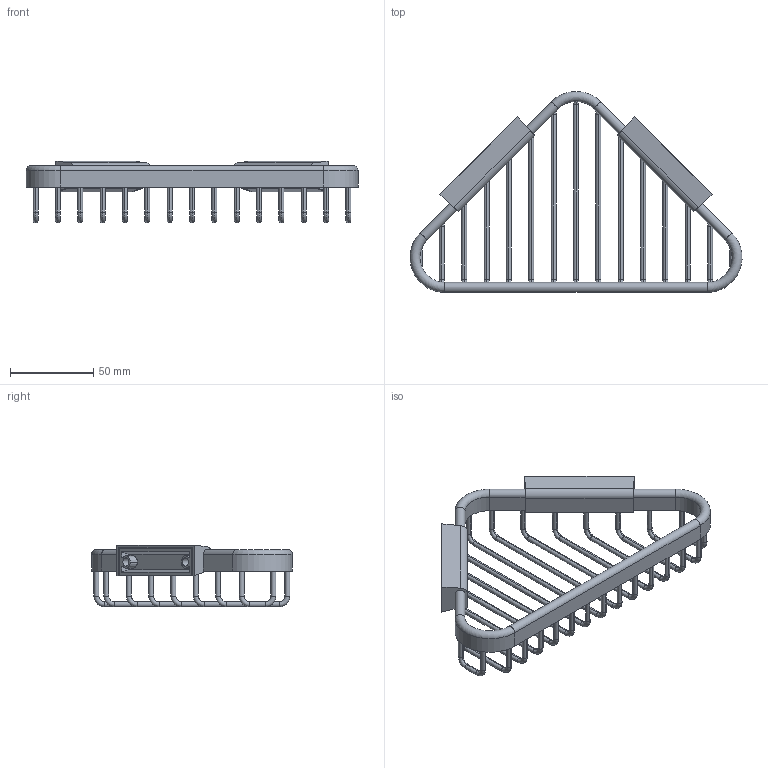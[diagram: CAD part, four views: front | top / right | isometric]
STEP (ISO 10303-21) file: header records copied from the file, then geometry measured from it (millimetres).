
FILE_DESCRIPTION((''),'2;1');
FILE_NAME('553G_ASM','2022-01-13T11:31:07',('rsmith'),(''),'CREO PARAMETRIC BY PTC INC, 2018400','CREO PARAMETRIC BY PTC INC, 2018400','');
FILE_SCHEMA(('AUTOMOTIVE_DESIGN { 1 0 10303 214 1 1 1 1 }'));
Length unit declared in the file: inch
Products named in the file (5): 7-732; 55XX; 55XC; 55CC_ASM; 553G_ASM
Assembly tree (5 placements, depth 3):
  553G_ASM
    7-732
    55CC_ASM  x2
      55XX
      55XC
Bounding box: 199.93 x 120.93 x 37.14 mm (x, y, z)
Volume: 60492.4 mm3; surface area: 49788.4 mm2
Topology: 5 solids, 5 shells, 317 faces, 742 edges, 444 vertices
Faces by surface type: cylinder 147, plane 75, torus 63, cone 24, bspline 8
Entity records: 9316 total; most frequent: CARTESIAN_POINT 1603, DIRECTION 1407, ORIENTED_EDGE 1170, AXIS2_PLACEMENT_3D 589, EDGE_CURVE 585, PRESENTATION_STYLE_ASSIGNMENT 429, STYLED_ITEM 429, CURVE_STYLE 428
